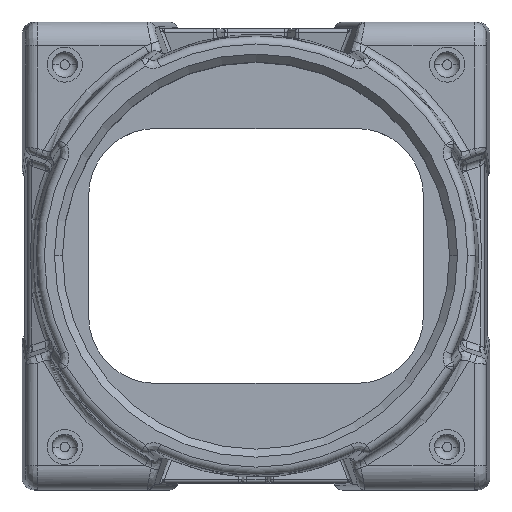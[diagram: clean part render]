
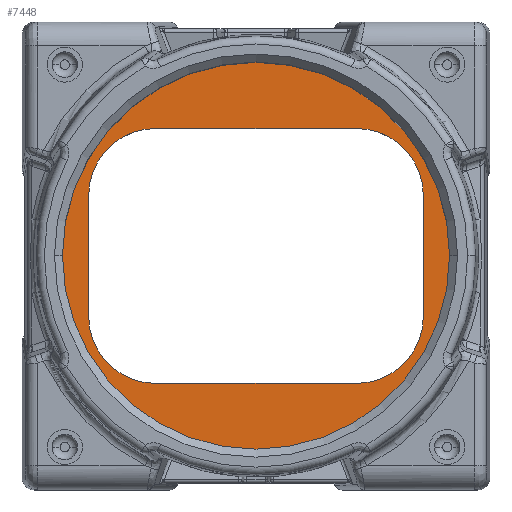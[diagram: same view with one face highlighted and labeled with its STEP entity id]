
A CAD part, top view. The second image highlights one B-rep face of the part: STEP entity #7448.
In plain terms, the highlighted planar face has unit normal (0, 0, 1).
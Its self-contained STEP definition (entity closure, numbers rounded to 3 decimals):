
#365 = VERTEX_POINT ( 'NONE', #4096 ) ;
#424 = VERTEX_POINT ( 'NONE', #1978 ) ;
#532 = CARTESIAN_POINT ( 'NONE',  ( -10.5, -3.8, 7.9 ) ) ;
#562 = EDGE_CURVE ( 'NONE', #10026, #5013, #8773, .T. ) ;
#575 = VERTEX_POINT ( 'NONE', #5057 ) ;
#745 = CIRCLE ( 'NONE', #9888, 4.2 ) ;
#782 = EDGE_CURVE ( 'NONE', #5013, #10026, #11912, .T. ) ;
#1038 = DIRECTION ( 'NONE',  ( 0., 0., 1. ) ) ;
#1073 = ORIENTED_EDGE ( 'NONE', *, *, #9925, .T. ) ;
#1135 = AXIS2_PLACEMENT_3D ( 'NONE', #10404, #15446, #5659 ) ;
#1267 = CARTESIAN_POINT ( 'NONE',  ( -6.3, -8., 7.9 ) ) ;
#1386 = CARTESIAN_POINT ( 'NONE',  ( 10.5, -3.8, 7.9 ) ) ;
#1465 = ORIENTED_EDGE ( 'NONE', *, *, #8966, .T. ) ;
#1916 = ORIENTED_EDGE ( 'NONE', *, *, #14246, .T. ) ;
#1978 = CARTESIAN_POINT ( 'NONE',  ( 10.5, 3.8, 7.9 ) ) ;
#2017 = VECTOR ( 'NONE', #10339, 1000. ) ;
#2275 = AXIS2_PLACEMENT_3D ( 'NONE', #7244, #1038, #6007 ) ;
#2327 = EDGE_CURVE ( 'NONE', #575, #3440, #745, .T. ) ;
#2345 = VECTOR ( 'NONE', #3906, 1000. ) ;
#2412 = DIRECTION ( 'NONE',  ( -1., 0., 0. ) ) ;
#2418 = ORIENTED_EDGE ( 'NONE', *, *, #7035, .T. ) ;
#2658 = DIRECTION ( 'NONE',  ( 0., 0., -1. ) ) ;
#3046 = AXIS2_PLACEMENT_3D ( 'NONE', #13864, #14830, #12402 ) ;
#3232 = VERTEX_POINT ( 'NONE', #10557 ) ;
#3440 = VERTEX_POINT ( 'NONE', #8015 ) ;
#3906 = DIRECTION ( 'NONE',  ( 0., -1., 0. ) ) ;
#4003 = VERTEX_POINT ( 'NONE', #11793 ) ;
#4009 = VERTEX_POINT ( 'NONE', #10405 ) ;
#4096 = CARTESIAN_POINT ( 'NONE',  ( 6.3, -8., 7.9 ) ) ;
#4717 = CARTESIAN_POINT ( 'NONE',  ( -6.3, -3.8, 7.9 ) ) ;
#4758 = CARTESIAN_POINT ( 'NONE',  ( -6.3, 3.8, 7.9 ) ) ;
#5013 = VERTEX_POINT ( 'NONE', #10571 ) ;
#5057 = CARTESIAN_POINT ( 'NONE',  ( -10.5, 3.8, 7.9 ) ) ;
#5531 = AXIS2_PLACEMENT_3D ( 'NONE', #8780, #2658, #2412 ) ;
#5659 = DIRECTION ( 'NONE',  ( 1., 0., 0. ) ) ;
#5742 = VERTEX_POINT ( 'NONE', #11791 ) ;
#5859 = AXIS2_PLACEMENT_3D ( 'NONE', #6235, #13741, #10482 ) ;
#6007 = DIRECTION ( 'NONE',  ( 1., 0., 0. ) ) ;
#6061 = VECTOR ( 'NONE', #14127, 1000. ) ;
#6235 = CARTESIAN_POINT ( 'NONE',  ( 6.3, 3.8, 7.9 ) ) ;
#6603 = ORIENTED_EDGE ( 'NONE', *, *, #2327, .T. ) ;
#6663 = ORIENTED_EDGE ( 'NONE', *, *, #10874, .T. ) ;
#7035 = EDGE_CURVE ( 'NONE', #3440, #4009, #8085, .T. ) ;
#7244 = CARTESIAN_POINT ( 'NONE',  ( 0., 0., 7.9 ) ) ;
#7261 = DIRECTION ( 'NONE',  ( 0., 0., -1. ) ) ;
#7335 = DIRECTION ( 'NONE',  ( 1., 0., 0. ) ) ;
#7448 = ADVANCED_FACE ( 'NONE', ( #14902, #13691 ), #7874, .T. ) ;
#7874 = PLANE ( 'NONE',  #1135 ) ;
#8015 = CARTESIAN_POINT ( 'NONE',  ( -6.3, 8., 7.9 ) ) ;
#8085 = LINE ( 'NONE', #15334, #6061 ) ;
#8434 = DIRECTION ( 'NONE',  ( 1., 0., 0. ) ) ;
#8619 = EDGE_LOOP ( 'NONE', ( #1916, #11934, #1073, #6603, #2418, #1465, #6663, #12619 ) ) ;
#8773 = CIRCLE ( 'NONE', #3046, 12.15 ) ;
#8780 = CARTESIAN_POINT ( 'NONE',  ( 6.3, -3.8, 7.9 ) ) ;
#8924 = LINE ( 'NONE', #1267, #13670 ) ;
#8966 = EDGE_CURVE ( 'NONE', #4009, #424, #11078, .T. ) ;
#9813 = CIRCLE ( 'NONE', #10829, 4.2 ) ;
#9888 = AXIS2_PLACEMENT_3D ( 'NONE', #4758, #14620, #8434 ) ;
#9916 = ORIENTED_EDGE ( 'NONE', *, *, #782, .T. ) ;
#9925 = EDGE_CURVE ( 'NONE', #4003, #575, #15452, .T. ) ;
#10026 = VERTEX_POINT ( 'NONE', #15599 ) ;
#10339 = DIRECTION ( 'NONE',  ( 0., 1., 0. ) ) ;
#10404 = CARTESIAN_POINT ( 'NONE',  ( 0., 0., 7.9 ) ) ;
#10405 = CARTESIAN_POINT ( 'NONE',  ( 6.3, 8., 7.9 ) ) ;
#10482 = DIRECTION ( 'NONE',  ( 1., 0., 0. ) ) ;
#10507 = EDGE_LOOP ( 'NONE', ( #14681, #9916 ) ) ;
#10557 = CARTESIAN_POINT ( 'NONE',  ( -6.3, -8., 7.9 ) ) ;
#10571 = CARTESIAN_POINT ( 'NONE',  ( -12.15, 0., 7.9 ) ) ;
#10829 = AXIS2_PLACEMENT_3D ( 'NONE', #4717, #7261, #7335 ) ;
#10874 = EDGE_CURVE ( 'NONE', #424, #5742, #13850, .T. ) ;
#11078 = CIRCLE ( 'NONE', #5859, 4.2 ) ;
#11791 = CARTESIAN_POINT ( 'NONE',  ( 10.5, -3.8, 7.9 ) ) ;
#11793 = CARTESIAN_POINT ( 'NONE',  ( -10.5, -3.8, 7.9 ) ) ;
#11912 = CIRCLE ( 'NONE', #2275, 12.15 ) ;
#11934 = ORIENTED_EDGE ( 'NONE', *, *, #14736, .T. ) ;
#12109 = EDGE_CURVE ( 'NONE', #5742, #365, #12567, .T. ) ;
#12402 = DIRECTION ( 'NONE',  ( 1., 0., 0. ) ) ;
#12567 = CIRCLE ( 'NONE', #5531, 4.2 ) ;
#12619 = ORIENTED_EDGE ( 'NONE', *, *, #12109, .T. ) ;
#12674 = DIRECTION ( 'NONE',  ( -1., 0., 0. ) ) ;
#13670 = VECTOR ( 'NONE', #12674, 1000. ) ;
#13691 = FACE_OUTER_BOUND ( 'NONE', #10507, .T. ) ;
#13741 = DIRECTION ( 'NONE',  ( 0., 0., -1. ) ) ;
#13850 = LINE ( 'NONE', #1386, #2345 ) ;
#13864 = CARTESIAN_POINT ( 'NONE',  ( 0., 0., 7.9 ) ) ;
#14127 = DIRECTION ( 'NONE',  ( 1., 0., 0. ) ) ;
#14246 = EDGE_CURVE ( 'NONE', #365, #3232, #8924, .T. ) ;
#14620 = DIRECTION ( 'NONE',  ( 0., 0., -1. ) ) ;
#14681 = ORIENTED_EDGE ( 'NONE', *, *, #562, .T. ) ;
#14736 = EDGE_CURVE ( 'NONE', #3232, #4003, #9813, .T. ) ;
#14830 = DIRECTION ( 'NONE',  ( 0., 0., 1. ) ) ;
#14902 = FACE_BOUND ( 'NONE', #8619, .T. ) ;
#15334 = CARTESIAN_POINT ( 'NONE',  ( -6.3, 8., 7.9 ) ) ;
#15446 = DIRECTION ( 'NONE',  ( 0., 0., 1. ) ) ;
#15452 = LINE ( 'NONE', #532, #2017 ) ;
#15599 = CARTESIAN_POINT ( 'NONE',  ( 12.15, 0., 7.9 ) ) ;
